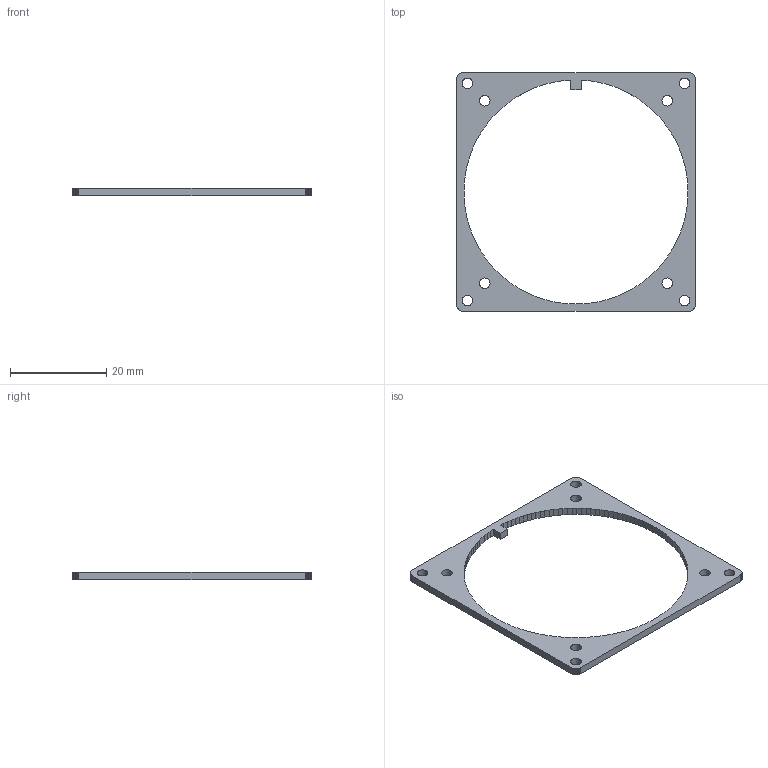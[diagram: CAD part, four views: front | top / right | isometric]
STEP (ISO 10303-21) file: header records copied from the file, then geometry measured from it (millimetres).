
FILE_DESCRIPTION(('KiCad electronic assembly'),'2;1');
FILE_NAME('TPS.step','2024-08-05T11:44:35',('Pcbnew'),('Kicad'), 'Open CASCADE STEP processor 7.6','KiCad to STEP converter','Unknown' );
FILE_SCHEMA(('AUTOMOTIVE_DESIGN { 1 0 10303 214 1 1 1 1 }'));
Length unit declared in the file: millimetre
Products named in the file (2): TPS 1; TPS PCB
Assembly tree (1 placements, depth 2):
  TPS 1
    TPS PCB
Bounding box: 49.51 x 49.51 x 1.58 mm (x, y, z)
Volume: 1144.3 mm3; surface area: 2082.7 mm2
Topology: 1 solids, 1 shells, 202 faces, 600 edges, 400 vertices
Faces by surface type: plane 194, cylinder 8
Full cylindrical faces by diameter (mm): 2.2 x8
Entity records: 14571 total; most frequent: CARTESIAN_POINT 2500, DIRECTION 2208, LINE 1768, VECTOR 1768, ORIENTED_EDGE 1200, PCURVE 1200, DEFINITIONAL_REPRESENTATION 1200, EDGE_CURVE 600
